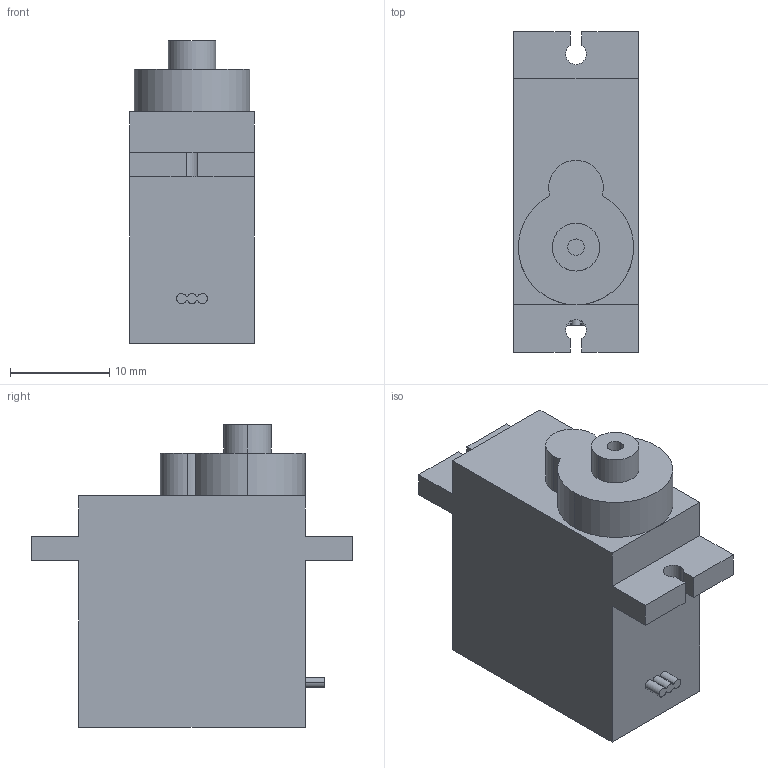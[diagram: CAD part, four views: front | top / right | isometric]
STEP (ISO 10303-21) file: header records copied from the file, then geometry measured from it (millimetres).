
FILE_DESCRIPTION(('STEP AP214'),'1');
FILE_NAME('SG90 servo.stp','2018-06-01T15:18:54',(' '),(' '),'Spatial InterOp 3D',' ',' ');
FILE_SCHEMA(('automotive_design'));
Length unit declared in the file: millimetre
Products named in the file (2): SG90 servo
Assembly tree (1 placements, depth 2):
  SG90 servo
    SG90 servo
Bounding box: 12.5 x 32.25 x 30.45 mm (x, y, z)
Volume: 7454.5 mm3; surface area: 2769.7 mm2
Topology: 1 solids, 1 shells, 50 faces, 134 edges, 89 vertices
Faces by surface type: plane 28, cylinder 22
Entity records: 2027 total; most frequent: DIRECTION 283, CARTESIAN_POINT 275, ORIENTED_EDGE 268, EDGE_CURVE 134, AXIS2_PLACEMENT_3D 97, VERTEX_POINT 89, LINE 89, VECTOR 89
